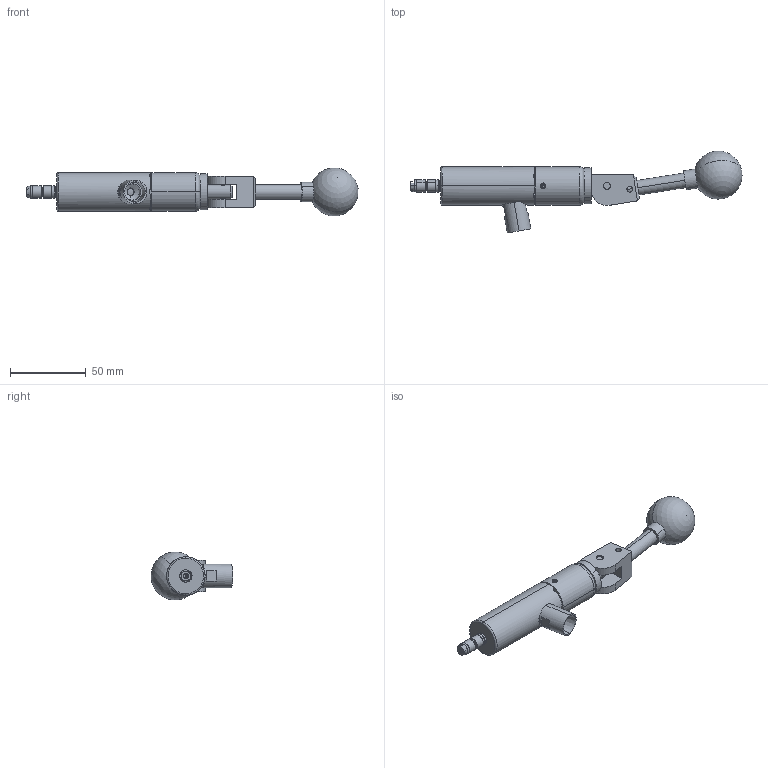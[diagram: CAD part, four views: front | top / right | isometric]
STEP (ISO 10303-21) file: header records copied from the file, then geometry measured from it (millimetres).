
FILE_DESCRIPTION (( 'STEP AP214' ), '1' );
FILE_NAME ('CTSC-003424.STEP', '2025-05-21T11:57:40', ( '' ), ( '' ), 'SwSTEP 2.0', 'SolidWorks 2023', '' );
FILE_SCHEMA (( 'AUTOMOTIVE_DESIGN' ));
Length unit declared in the file: inch
Products named in the file (1): CTSC-003424
Bounding box: 219.06 x 54.02 x 31.62 mm (x, y, z)
Volume: 80753.2 mm3; surface area: 23614.9 mm2
Topology: 11 solids, 11 shells, 280 faces, 663 edges, 414 vertices
Faces by surface type: cylinder 122, plane 96, cone 44, torus 13, bspline 3, sphere 2
Entity records: 12767 total; most frequent: CARTESIAN_POINT 2847, DIRECTION 1367, ORIENTED_EDGE 1296, EDGE_CURVE 648, AXIS2_PLACEMENT_3D 564, VERTEX_POINT 407, EDGE_LOOP 317, CIRCLE 287
